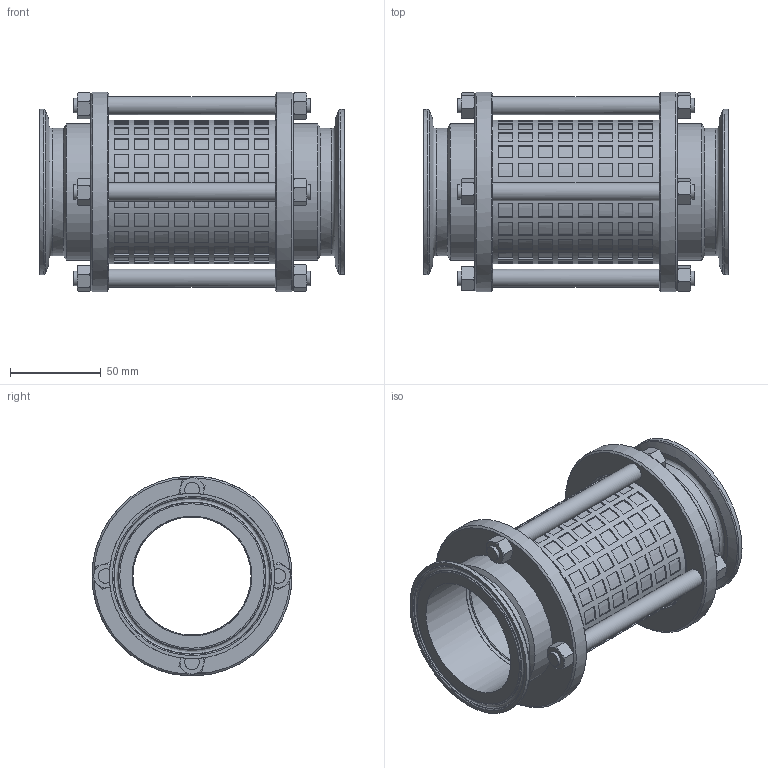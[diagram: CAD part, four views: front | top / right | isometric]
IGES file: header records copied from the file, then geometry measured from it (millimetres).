
Global section: file name: 51070065000; native system: Autodesk Inventor 2015; preprocessor: unknown; author: Struska Martin; date: 20160315.145122; units: millimetre
Bounding box: 167.5 x 110 x 109.79 mm (x, y, z)
Volume: 328222.1 mm3; surface area: 159547.3 mm2
Topology: 1 solids, 9 shells, 972 faces, 2748 edges, 1820 vertices
Faces by surface type: bspline 972
